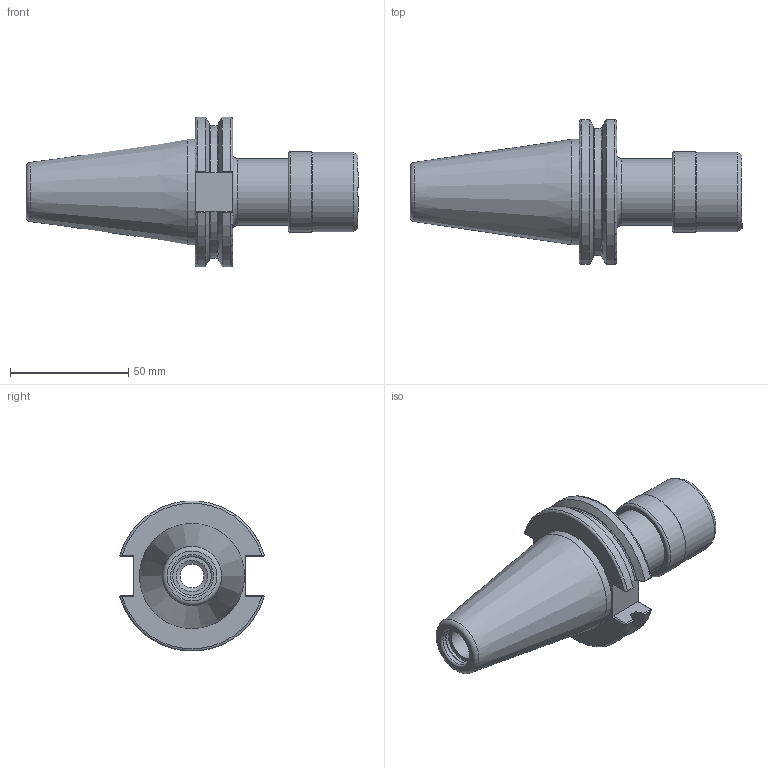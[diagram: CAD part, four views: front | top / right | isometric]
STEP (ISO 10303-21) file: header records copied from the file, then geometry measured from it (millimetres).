
FILE_DESCRIPTION(/* description */ (''),/* implementation_level */ '2;1');
FILE_NAME(/* name */ 'CAT40-RT1-072.stp',/* time_stamp */ '2019-08-02T09:27:48-05:00',/* author */ ('ldfli'),/* organization */ ('Pioneer N.A.'),/* preprocessor_version */ 'ST-DEVELOPER v18',/* originating_system */ 'Autodesk Inventor LT',/* authorisation */ '');
FILE_SCHEMA (('AUTOMOTIVE_DESIGN { 1 0 10303 214 3 1 1 }'));
Length unit declared in the file: millimetre
Products named in the file (1): CAT40-RT1-072
Bounding box: 140.25 x 61.14 x 63.31 mm (x, y, z)
Volume: 128487 mm3; surface area: 32213.8 mm2
Topology: 1 solids, 2 shells, 123 faces, 352 edges, 239 vertices
Faces by surface type: plane 44, cylinder 24, cone 20, torus 19, bspline 16
Full cylindrical faces by diameter (mm): 10 x2, 13.386 x1, 16.3 x1, 16.8 x1, 19 x1, 19.4 x1, 24.6 x1, 25 x3, 28 x1, 28.199 x1, 28.6 x1, 28.9 x1, 33.5 x1, 34 x1, 44.45 x1
Entity records: 4877 total; most frequent: CARTESIAN_POINT 1630, ORIENTED_EDGE 702, DIRECTION 658, EDGE_CURVE 351, AXIS2_PLACEMENT_3D 263, VERTEX_POINT 239, CIRCLE 155, EDGE_LOOP 134
